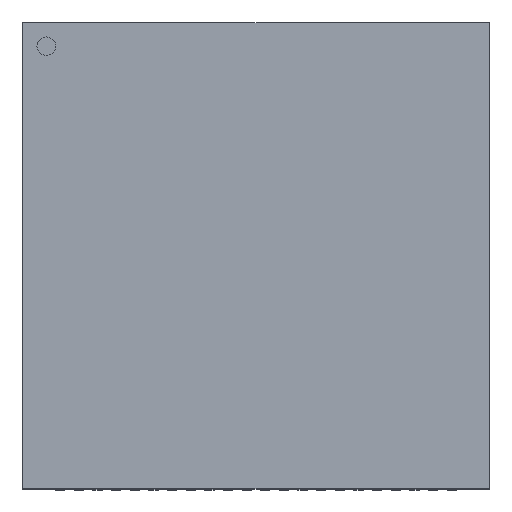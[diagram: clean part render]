
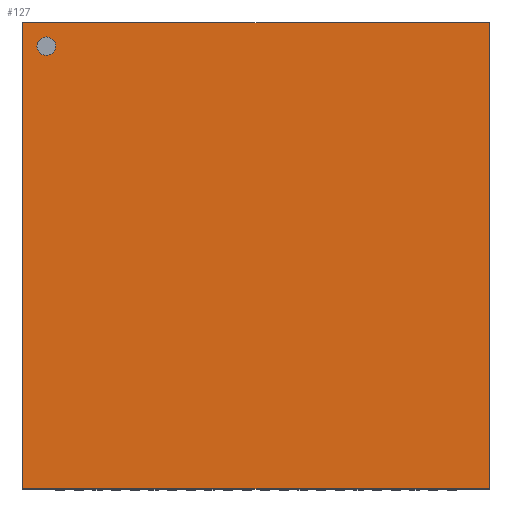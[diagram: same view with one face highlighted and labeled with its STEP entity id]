
A CAD part, top view. The second image highlights one B-rep face of the part: STEP entity #127.
In plain terms, the highlighted planar face has unit normal (0, 0, 1).
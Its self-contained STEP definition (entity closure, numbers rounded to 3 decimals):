
#47 = VERTEX_POINT('',#48);
#48 = CARTESIAN_POINT('',(-5.,5.,0.85));
#54 = EDGE_CURVE('',#47,#55,#57,.T.);
#55 = VERTEX_POINT('',#56);
#56 = CARTESIAN_POINT('',(5.,5.,0.85));
#57 = LINE('',#58,#59);
#58 = CARTESIAN_POINT('',(-5.,5.,0.85));
#59 = VECTOR('',#60,1.);
#60 = DIRECTION('',(1.,0.,0.));
#109 = EDGE_CURVE('',#55,#110,#112,.T.);
#110 = VERTEX_POINT('',#111);
#111 = CARTESIAN_POINT('',(5.,-5.,0.85));
#112 = LINE('',#113,#114);
#113 = CARTESIAN_POINT('',(5.,5.,0.85));
#114 = VECTOR('',#115,1.);
#115 = DIRECTION('',(0.,-1.,0.));
#127 = ADVANCED_FACE('',(#128,#146),#157,.F.);
#128 = FACE_BOUND('',#129,.F.);
#129 = EDGE_LOOP('',(#130,#131,#132,#140));
#130 = ORIENTED_EDGE('',*,*,#54,.T.);
#131 = ORIENTED_EDGE('',*,*,#109,.T.);
#132 = ORIENTED_EDGE('',*,*,#133,.T.);
#133 = EDGE_CURVE('',#110,#134,#136,.T.);
#134 = VERTEX_POINT('',#135);
#135 = CARTESIAN_POINT('',(-5.,-5.,0.85));
#136 = LINE('',#137,#138);
#137 = CARTESIAN_POINT('',(5.,-5.,0.85));
#138 = VECTOR('',#139,1.);
#139 = DIRECTION('',(-1.,0.,0.));
#140 = ORIENTED_EDGE('',*,*,#141,.T.);
#141 = EDGE_CURVE('',#134,#47,#142,.T.);
#142 = LINE('',#143,#144);
#143 = CARTESIAN_POINT('',(-5.,-5.,0.85));
#144 = VECTOR('',#145,1.);
#145 = DIRECTION('',(0.,1.,0.));
#146 = FACE_BOUND('',#147,.F.);
#147 = EDGE_LOOP('',(#148));
#148 = ORIENTED_EDGE('',*,*,#149,.T.);
#149 = EDGE_CURVE('',#150,#150,#152,.T.);
#150 = VERTEX_POINT('',#151);
#151 = CARTESIAN_POINT('',(-4.3,4.5,0.85));
#152 = CIRCLE('',#153,0.2);
#153 = AXIS2_PLACEMENT_3D('',#154,#155,#156);
#154 = CARTESIAN_POINT('',(-4.5,4.5,0.85));
#155 = DIRECTION('',(0.,0.,1.));
#156 = DIRECTION('',(1.,0.,0.));
#157 = PLANE('',#158);
#158 = AXIS2_PLACEMENT_3D('',#159,#160,#161);
#159 = CARTESIAN_POINT('',(0.,0.,0.85));
#160 = DIRECTION('',(-0.,-0.,-1.));
#161 = DIRECTION('',(-1.,0.,0.));
